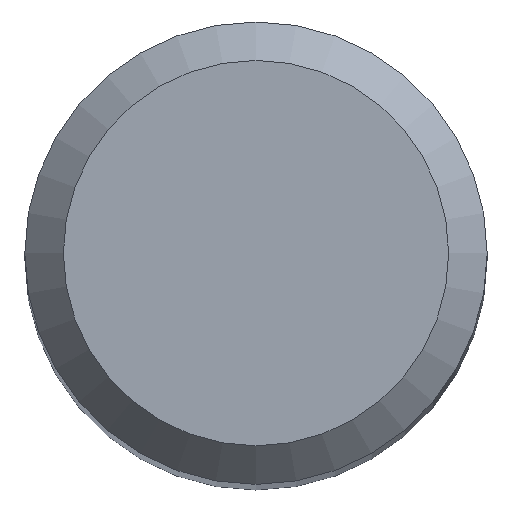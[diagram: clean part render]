
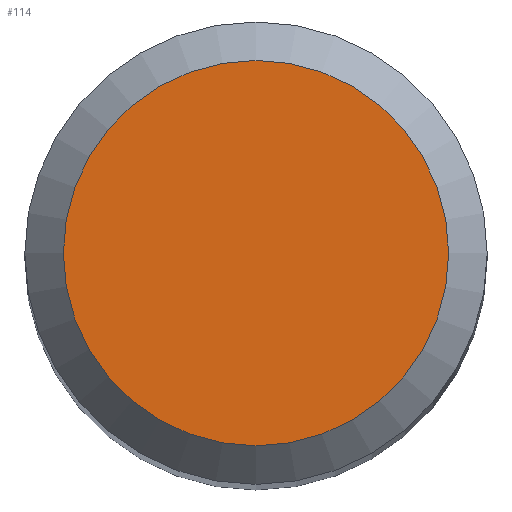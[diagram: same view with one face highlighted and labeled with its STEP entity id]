
A CAD part, top view. The second image highlights one B-rep face of the part: STEP entity #114.
In plain terms, the highlighted planar face has unit normal (0, 0, 1).
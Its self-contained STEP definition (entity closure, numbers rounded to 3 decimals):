
#2 = AXIS2_PLACEMENT_3D ( 'NONE', #134, #107, #171 ) ;
#8 = DIRECTION ( 'NONE',  ( 0., 0., -1. ) ) ;
#11 = VERTEX_POINT ( 'NONE', #176 ) ;
#28 = CIRCLE ( 'NONE', #48, 2.5 ) ;
#48 = AXIS2_PLACEMENT_3D ( 'NONE', #175, #8, #149 ) ;
#61 = PLANE ( 'NONE',  #2 ) ;
#71 = EDGE_LOOP ( 'NONE', ( #87 ) ) ;
#87 = ORIENTED_EDGE ( 'NONE', *, *, #177, .F. ) ;
#107 = DIRECTION ( 'NONE',  ( 0., 0., -1. ) ) ;
#114 = ADVANCED_FACE ( 'NONE', ( #212 ), #61, .F. ) ;
#134 = CARTESIAN_POINT ( 'NONE',  ( 0., 0., 50. ) ) ;
#149 = DIRECTION ( 'NONE',  ( 0., 1., 0. ) ) ;
#171 = DIRECTION ( 'NONE',  ( 0., 1., 0. ) ) ;
#175 = CARTESIAN_POINT ( 'NONE',  ( 0., 0., 50. ) ) ;
#176 = CARTESIAN_POINT ( 'NONE',  ( 0., 2.5, 50. ) ) ;
#177 = EDGE_CURVE ( 'NONE', #11, #11, #28, .T. ) ;
#212 = FACE_OUTER_BOUND ( 'NONE', #71, .T. ) ;
